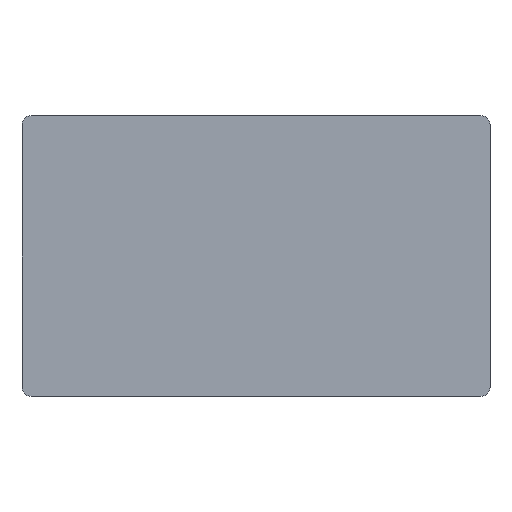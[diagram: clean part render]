
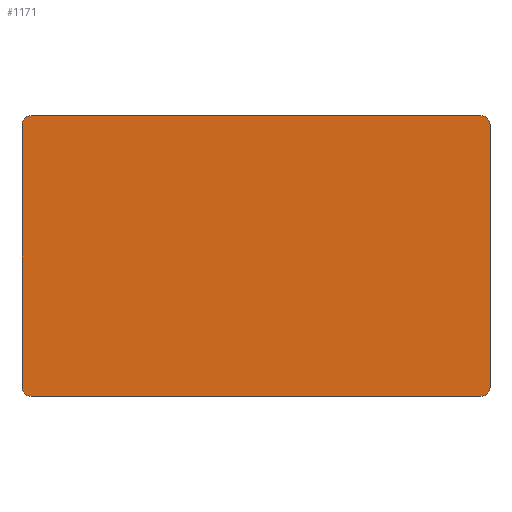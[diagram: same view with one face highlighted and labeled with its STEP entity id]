
A CAD part, front view. The second image highlights one B-rep face of the part: STEP entity #1171.
In plain terms, the highlighted planar face has unit normal (0, -1, 0).
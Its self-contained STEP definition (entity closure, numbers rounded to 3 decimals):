
#103 = CARTESIAN_POINT ( 'NONE',  ( 2.5, 0., 1.5 ) ) ;
#106 = EDGE_CURVE ( 'NONE', #2399, #1580, #585, .T. ) ;
#117 = CARTESIAN_POINT ( 'NONE',  ( 2.5, 0., 1.4 ) ) ;
#165 = DIRECTION ( 'NONE',  ( 0., -1., 0. ) ) ;
#187 = CARTESIAN_POINT ( 'NONE',  ( 2.4, 0., 1.5 ) ) ;
#192 = CIRCLE ( 'NONE', #242, 0.1 ) ;
#242 = AXIS2_PLACEMENT_3D ( 'NONE', #1006, #2514, #1626 ) ;
#296 = AXIS2_PLACEMENT_3D ( 'NONE', #1751, #1979, #487 ) ;
#300 = EDGE_CURVE ( 'NONE', #2010, #1689, #1775, .T. ) ;
#309 = EDGE_LOOP ( 'NONE', ( #550, #2207, #2474, #323, #1476, #378, #871, #684 ) ) ;
#323 = ORIENTED_EDGE ( 'NONE', *, *, #300, .T. ) ;
#378 = ORIENTED_EDGE ( 'NONE', *, *, #106, .T. ) ;
#409 = EDGE_CURVE ( 'NONE', #1222, #755, #2528, .T. ) ;
#445 = CARTESIAN_POINT ( 'NONE',  ( -2.4, 0., -1.4 ) ) ;
#483 = CARTESIAN_POINT ( 'NONE',  ( -2.5, 0., 1.4 ) ) ;
#487 = DIRECTION ( 'NONE',  ( 0., 0., -1. ) ) ;
#505 = CARTESIAN_POINT ( 'NONE',  ( -2.4, 0., -1.5 ) ) ;
#531 = CARTESIAN_POINT ( 'NONE',  ( -2.5, 0., -1.4 ) ) ;
#550 = ORIENTED_EDGE ( 'NONE', *, *, #1763, .F. ) ;
#585 = CIRCLE ( 'NONE', #1529, 0.1 ) ;
#628 = VECTOR ( 'NONE', #2016, 1000. ) ;
#652 = DIRECTION ( 'NONE',  ( 0., -1., 0. ) ) ;
#684 = ORIENTED_EDGE ( 'NONE', *, *, #409, .T. ) ;
#707 = DIRECTION ( 'NONE',  ( 1., 0., 0. ) ) ;
#755 = VERTEX_POINT ( 'NONE', #2115 ) ;
#871 = ORIENTED_EDGE ( 'NONE', *, *, #2168, .F. ) ;
#880 = EDGE_CURVE ( 'NONE', #2399, #1689, #1738, .T. ) ;
#973 = DIRECTION ( 'NONE',  ( 0., 0., -1. ) ) ;
#1006 = CARTESIAN_POINT ( 'NONE',  ( 2.4, 0., 1.4 ) ) ;
#1019 = FACE_OUTER_BOUND ( 'NONE', #309, .T. ) ;
#1035 = AXIS2_PLACEMENT_3D ( 'NONE', #1597, #165, #2721 ) ;
#1170 = EDGE_CURVE ( 'NONE', #2010, #2075, #1560, .T. ) ;
#1171 = ADVANCED_FACE ( 'NONE', ( #1019 ), #1530, .T. ) ;
#1174 = VECTOR ( 'NONE', #707, 1000. ) ;
#1222 = VERTEX_POINT ( 'NONE', #1988 ) ;
#1225 = CARTESIAN_POINT ( 'NONE',  ( -2.4, 0., 1.5 ) ) ;
#1265 = EDGE_CURVE ( 'NONE', #1860, #2075, #192, .T. ) ;
#1327 = VECTOR ( 'NONE', #973, 1000. ) ;
#1476 = ORIENTED_EDGE ( 'NONE', *, *, #880, .F. ) ;
#1529 = AXIS2_PLACEMENT_3D ( 'NONE', #445, #652, #1784 ) ;
#1530 = PLANE ( 'NONE',  #296 ) ;
#1560 = LINE ( 'NONE', #2389, #1174 ) ;
#1580 = VERTEX_POINT ( 'NONE', #505 ) ;
#1597 = CARTESIAN_POINT ( 'NONE',  ( -2.4, 0., 1.4 ) ) ;
#1626 = DIRECTION ( 'NONE',  ( 0., 0., -1. ) ) ;
#1640 = CARTESIAN_POINT ( 'NONE',  ( -2.5, 0., -1.5 ) ) ;
#1683 = VECTOR ( 'NONE', #2107, 1000. ) ;
#1689 = VERTEX_POINT ( 'NONE', #483 ) ;
#1702 = DIRECTION ( 'NONE',  ( 0., -1., 0. ) ) ;
#1738 = LINE ( 'NONE', #2009, #628 ) ;
#1751 = CARTESIAN_POINT ( 'NONE',  ( 0., 0., 0. ) ) ;
#1763 = EDGE_CURVE ( 'NONE', #1860, #755, #2409, .T. ) ;
#1775 = CIRCLE ( 'NONE', #1035, 0.1 ) ;
#1784 = DIRECTION ( 'NONE',  ( 0., 0., -1. ) ) ;
#1860 = VERTEX_POINT ( 'NONE', #117 ) ;
#1931 = AXIS2_PLACEMENT_3D ( 'NONE', #2175, #1702, #2387 ) ;
#1979 = DIRECTION ( 'NONE',  ( 0., -1., 0. ) ) ;
#1988 = CARTESIAN_POINT ( 'NONE',  ( 2.4, 0., -1.5 ) ) ;
#2009 = CARTESIAN_POINT ( 'NONE',  ( -2.5, 0., 1.5 ) ) ;
#2010 = VERTEX_POINT ( 'NONE', #1225 ) ;
#2016 = DIRECTION ( 'NONE',  ( 0., 0., 1. ) ) ;
#2075 = VERTEX_POINT ( 'NONE', #187 ) ;
#2107 = DIRECTION ( 'NONE',  ( -1., 0., 0. ) ) ;
#2115 = CARTESIAN_POINT ( 'NONE',  ( 2.5, 0., -1.4 ) ) ;
#2168 = EDGE_CURVE ( 'NONE', #1222, #1580, #2406, .T. ) ;
#2175 = CARTESIAN_POINT ( 'NONE',  ( 2.4, 0., -1.4 ) ) ;
#2207 = ORIENTED_EDGE ( 'NONE', *, *, #1265, .T. ) ;
#2387 = DIRECTION ( 'NONE',  ( 0., 0., -1. ) ) ;
#2389 = CARTESIAN_POINT ( 'NONE',  ( -2.5, 0., 1.5 ) ) ;
#2399 = VERTEX_POINT ( 'NONE', #531 ) ;
#2406 = LINE ( 'NONE', #1640, #1683 ) ;
#2409 = LINE ( 'NONE', #103, #1327 ) ;
#2474 = ORIENTED_EDGE ( 'NONE', *, *, #1170, .F. ) ;
#2514 = DIRECTION ( 'NONE',  ( 0., -1., 0. ) ) ;
#2528 = CIRCLE ( 'NONE', #1931, 0.1 ) ;
#2721 = DIRECTION ( 'NONE',  ( 0., 0., -1. ) ) ;
